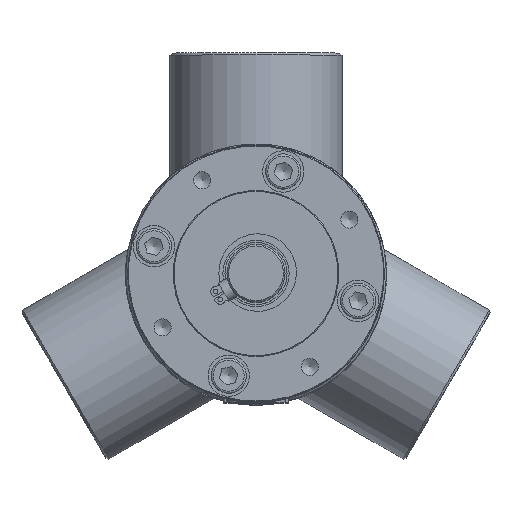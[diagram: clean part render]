
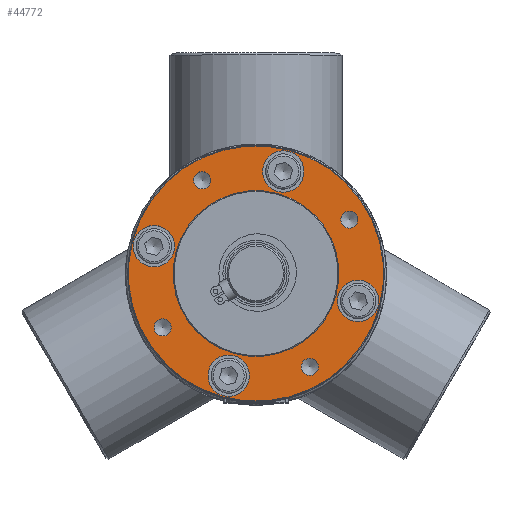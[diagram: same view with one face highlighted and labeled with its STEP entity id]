
A CAD part, top view. The second image highlights one B-rep face of the part: STEP entity #44772.
In plain terms, the highlighted planar face has unit normal (0, 0, 1).
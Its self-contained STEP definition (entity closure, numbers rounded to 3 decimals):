
#1331=FACE_BOUND('',#9327,.T.);
#1332=FACE_BOUND('',#9328,.T.);
#1333=FACE_BOUND('',#9329,.T.);
#1334=FACE_BOUND('',#9330,.T.);
#1335=FACE_BOUND('',#9331,.T.);
#1336=FACE_BOUND('',#9332,.T.);
#1337=FACE_BOUND('',#9333,.T.);
#1338=FACE_BOUND('',#9334,.T.);
#1339=FACE_BOUND('',#9335,.T.);
#2522=PLANE('',#48359);
#6493=FACE_OUTER_BOUND('',#9326,.T.);
#9326=EDGE_LOOP('',(#38952));
#9327=EDGE_LOOP('',(#38953));
#9328=EDGE_LOOP('',(#38954));
#9329=EDGE_LOOP('',(#38955));
#9330=EDGE_LOOP('',(#38956));
#9331=EDGE_LOOP('',(#38957));
#9332=EDGE_LOOP('',(#38958));
#9333=EDGE_LOOP('',(#38959));
#9334=EDGE_LOOP('',(#38960));
#9335=EDGE_LOOP('',(#38961));
#11141=CIRCLE('',#48315,2.067);
#11143=CIRCLE('',#48319,2.067);
#11145=CIRCLE('',#48323,2.067);
#11148=CIRCLE('',#48328,5.);
#11151=CIRCLE('',#48334,5.);
#11154=CIRCLE('',#48340,5.);
#11157=CIRCLE('',#48346,5.);
#11160=CIRCLE('',#48352,20.);
#11161=CIRCLE('',#48355,30.8);
#11164=CIRCLE('',#48360,2.067);
#20661=VERTEX_POINT('',#95140);
#20664=VERTEX_POINT('',#95149);
#20667=VERTEX_POINT('',#95158);
#20670=VERTEX_POINT('',#95167);
#20673=VERTEX_POINT('',#95178);
#20676=VERTEX_POINT('',#95189);
#20679=VERTEX_POINT('',#95200);
#20682=VERTEX_POINT('',#95212);
#20683=VERTEX_POINT('',#95217);
#20686=VERTEX_POINT('',#95227);
#26766=EDGE_CURVE('',#20661,#20661,#11141,.T.);
#26770=EDGE_CURVE('',#20664,#20664,#11143,.T.);
#26774=EDGE_CURVE('',#20667,#20667,#11145,.T.);
#26778=EDGE_CURVE('',#20670,#20670,#11148,.T.);
#26783=EDGE_CURVE('',#20673,#20673,#11151,.T.);
#26788=EDGE_CURVE('',#20676,#20676,#11154,.T.);
#26793=EDGE_CURVE('',#20679,#20679,#11157,.T.);
#26800=EDGE_CURVE('',#20682,#20682,#11160,.T.);
#26801=EDGE_CURVE('',#20683,#20683,#11161,.T.);
#26806=EDGE_CURVE('',#20686,#20686,#11164,.T.);
#38952=ORIENTED_EDGE('',*,*,#26801,.F.);
#38953=ORIENTED_EDGE('',*,*,#26766,.T.);
#38954=ORIENTED_EDGE('',*,*,#26770,.T.);
#38955=ORIENTED_EDGE('',*,*,#26774,.T.);
#38956=ORIENTED_EDGE('',*,*,#26778,.T.);
#38957=ORIENTED_EDGE('',*,*,#26783,.T.);
#38958=ORIENTED_EDGE('',*,*,#26788,.T.);
#38959=ORIENTED_EDGE('',*,*,#26793,.T.);
#38960=ORIENTED_EDGE('',*,*,#26800,.T.);
#38961=ORIENTED_EDGE('',*,*,#26806,.T.);
#44772=ADVANCED_FACE('',(#6493,#1331,#1332,#1333,#1334,#1335,#1336,#1337,
#1338,#1339),#2522,.T.);
#48315=AXIS2_PLACEMENT_3D('',#95141,#57860,#57861);
#48319=AXIS2_PLACEMENT_3D('',#95150,#57870,#57871);
#48323=AXIS2_PLACEMENT_3D('',#95159,#57880,#57881);
#48328=AXIS2_PLACEMENT_3D('',#95168,#57891,#57892);
#48334=AXIS2_PLACEMENT_3D('',#95179,#57905,#57906);
#48340=AXIS2_PLACEMENT_3D('',#95190,#57919,#57920);
#48346=AXIS2_PLACEMENT_3D('',#95201,#57933,#57934);
#48352=AXIS2_PLACEMENT_3D('',#95214,#57949,#57950);
#48355=AXIS2_PLACEMENT_3D('',#95218,#57955,#57956);
#48359=AXIS2_PLACEMENT_3D('',#95226,#57965,#57966);
#48360=AXIS2_PLACEMENT_3D('',#95228,#57967,#57968);
#57860=DIRECTION('center_axis',(0.,0.,
-1.));
#57861=DIRECTION('ref_axis',(0.259,0.966,0.));
#57870=DIRECTION('center_axis',(0.,0.,
-1.));
#57871=DIRECTION('ref_axis',(-0.966,0.259,0.));
#57880=DIRECTION('center_axis',(0.,0.,
-1.));
#57881=DIRECTION('ref_axis',(-0.259,-0.966,0.));
#57891=DIRECTION('center_axis',(0.,0.,
-1.));
#57892=DIRECTION('ref_axis',(0.966,-0.259,0.));
#57905=DIRECTION('center_axis',(0.,0.,
-1.));
#57906=DIRECTION('ref_axis',(0.966,-0.259,0.));
#57919=DIRECTION('center_axis',(0.,0.,
-1.));
#57920=DIRECTION('ref_axis',(0.966,-0.259,0.));
#57933=DIRECTION('center_axis',(0.,0.,
-1.));
#57934=DIRECTION('ref_axis',(0.966,-0.259,0.));
#57949=DIRECTION('center_axis',(0.,0.,
-1.));
#57950=DIRECTION('ref_axis',(-0.966,0.259,0.));
#57955=DIRECTION('center_axis',(0.,0.,
-1.));
#57956=DIRECTION('ref_axis',(0.966,-0.259,0.));
#57965=DIRECTION('center_axis',(0.,0.,
1.));
#57966=DIRECTION('ref_axis',(0.966,-0.259,0.));
#57967=DIRECTION('center_axis',(0.,0.,
-1.));
#57968=DIRECTION('ref_axis',(0.966,-0.259,0.));
#95140=CARTESIAN_POINT('',(-23.052,-14.997,90.1));
#95141=CARTESIAN_POINT('Origin',(-22.517,-13.,90.1));
#95149=CARTESIAN_POINT('',(14.997,-23.052,90.1));
#95150=CARTESIAN_POINT('Origin',(13.,-22.517,90.1));
#95158=CARTESIAN_POINT('',(23.052,14.997,90.1));
#95159=CARTESIAN_POINT('Origin',(22.517,13.,90.1));
#95167=CARTESIAN_POINT('',(19.801,-5.306,90.1));
#95168=CARTESIAN_POINT('Origin',(24.631,-6.6,90.1));
#95178=CARTESIAN_POINT('',(1.77,25.925,90.1));
#95179=CARTESIAN_POINT('Origin',(6.6,24.631,90.1));
#95189=CARTESIAN_POINT('',(-29.461,7.894,90.1));
#95190=CARTESIAN_POINT('Origin',(-24.631,6.6,90.1));
#95200=CARTESIAN_POINT('',(-11.43,-23.337,90.1));
#95201=CARTESIAN_POINT('Origin',(-6.6,-24.631,90.1));
#95212=CARTESIAN_POINT('',(19.319,-5.176,90.1));
#95214=CARTESIAN_POINT('Origin',(0.,0.,
90.1));
#95217=CARTESIAN_POINT('',(-29.751,7.972,90.1));
#95218=CARTESIAN_POINT('Origin',(0.,0.,
90.1));
#95226=CARTESIAN_POINT('Origin',(0.,0.,
90.1));
#95227=CARTESIAN_POINT('',(-14.997,23.052,90.1));
#95228=CARTESIAN_POINT('Origin',(-13.,22.517,90.1));
